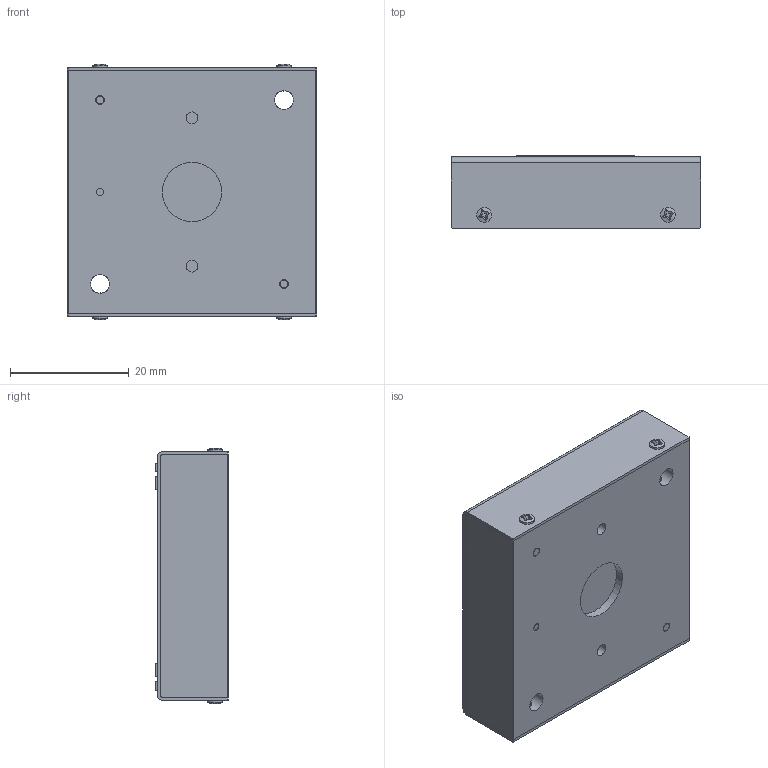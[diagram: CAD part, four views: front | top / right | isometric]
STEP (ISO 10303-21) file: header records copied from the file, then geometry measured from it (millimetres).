
FILE_DESCRIPTION((''),'2;1');
FILE_NAME('TEMP.stp','2016-07-21T11:50:52',(''),(''),'STEP Write','Mastercam X9 ... CNC Software, Inc.','');
FILE_SCHEMA(('AUTOMOTIVE_DESIGN'));
Length unit declared in the file: millimetre
Products named in the file (1): None
Bounding box: 42 x 12.24 x 43.1 mm (x, y, z)
Volume: 9946.8 mm3; surface area: 18087.3 mm2
Topology: 184 solids, 186 shells, 3618 faces, 8978 edges, 5596 vertices
Faces by surface type: plane 2551, cylinder 683, sphere 226, bspline 128, cone 18, torus 12
Full cylindrical faces by diameter (mm): 0.6 x1, 0.637 x1, 0.7 x13, 1 x1, 1.25 x1, 1.5 x4, 1.6 x1, 1.63 x8, 1.9 x4, 2 x2, 2.5 x4, 3 x1, 3.2 x2, 6.3 x2, 10 x1
Entity records: 111776 total; most frequent: CARTESIAN_POINT 27627, ORIENTED_EDGE 17394, DIRECTION 16453, EDGE_CURVE 8698, VECTOR 6893, LINE 6893, VERTEX_POINT 5577, AXIS2_PLACEMENT_3D 4780
